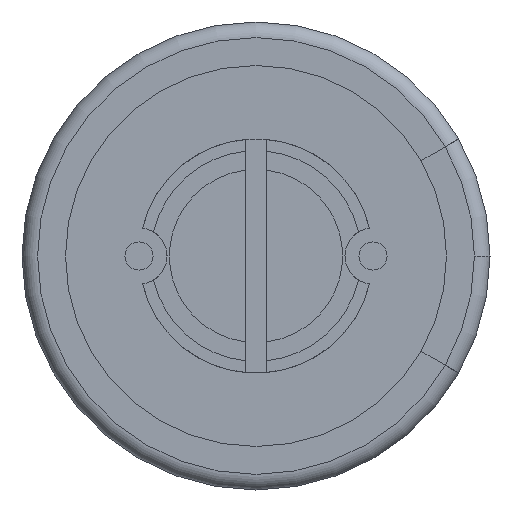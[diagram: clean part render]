
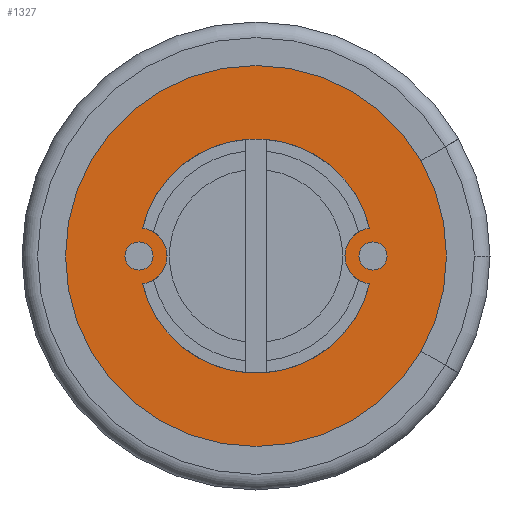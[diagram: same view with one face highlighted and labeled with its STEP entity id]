
A CAD part, front view. The second image highlights one B-rep face of the part: STEP entity #1327.
In plain terms, the highlighted planar face has unit normal (0, -1, 0).
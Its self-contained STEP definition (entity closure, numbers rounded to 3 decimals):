
#6 = CIRCLE ( 'NONE', #2474, 2.5 ) ;
#133 = DIRECTION ( 'NONE',  ( -1., 0., 0. ) ) ;
#152 = DIRECTION ( 'NONE',  ( 0., -1., 0. ) ) ;
#189 = DIRECTION ( 'NONE',  ( 0., 1., 0. ) ) ;
#214 = EDGE_CURVE ( 'NONE', #1467, #337, #1709, .T. ) ;
#241 = DIRECTION ( 'NONE',  ( 0., -1., 0. ) ) ;
#263 = VERTEX_POINT ( 'NONE', #1040 ) ;
#337 = VERTEX_POINT ( 'NONE', #2707 ) ;
#357 = CIRCLE ( 'NONE', #2790, 4.07 ) ;
#410 = AXIS2_PLACEMENT_3D ( 'NONE', #605, #189, #1734 ) ;
#425 = AXIS2_PLACEMENT_3D ( 'NONE', #2563, #152, #133 ) ;
#465 = EDGE_CURVE ( 'NONE', #509, #1526, #1693, .T. ) ;
#509 = VERTEX_POINT ( 'NONE', #1916 ) ;
#527 = CARTESIAN_POINT ( 'NONE',  ( 2.428, 0.95, 0.596 ) ) ;
#533 = DIRECTION ( 'NONE',  ( 1., 0., 0. ) ) ;
#536 = DIRECTION ( 'NONE',  ( -1., 0., 0. ) ) ;
#539 = DIRECTION ( 'NONE',  ( 0., -1., 0. ) ) ;
#545 = AXIS2_PLACEMENT_3D ( 'NONE', #884, #1530, #2656 ) ;
#562 = DIRECTION ( 'NONE',  ( -1., 0., 0. ) ) ;
#565 = AXIS2_PLACEMENT_3D ( 'NONE', #1129, #901, #1143 ) ;
#589 = ORIENTED_EDGE ( 'NONE', *, *, #1353, .T. ) ;
#605 = CARTESIAN_POINT ( 'NONE',  ( 0., 0.95, 0. ) ) ;
#643 = CIRCLE ( 'NONE', #1976, 0.6 ) ;
#697 = FACE_OUTER_BOUND ( 'NONE', #1374, .T. ) ;
#884 = CARTESIAN_POINT ( 'NONE',  ( 2.5, 0.95, 0. ) ) ;
#901 = DIRECTION ( 'NONE',  ( 0., -1., 0. ) ) ;
#975 = CARTESIAN_POINT ( 'NONE',  ( 0., 0.95, 0. ) ) ;
#1015 = CARTESIAN_POINT ( 'NONE',  ( 0., 0.95, 0. ) ) ;
#1040 = CARTESIAN_POINT ( 'NONE',  ( 3.525, 0.95, 2.035 ) ) ;
#1073 = CIRCLE ( 'NONE', #565, 4.07 ) ;
#1118 = CARTESIAN_POINT ( 'NONE',  ( -2.428, 0.95, -0.596 ) ) ;
#1129 = CARTESIAN_POINT ( 'NONE',  ( 0., 0.95, 0. ) ) ;
#1143 = DIRECTION ( 'NONE',  ( 1., 0., 0. ) ) ;
#1251 = FACE_BOUND ( 'NONE', #2183, .T. ) ;
#1289 = AXIS2_PLACEMENT_3D ( 'NONE', #975, #2296, #533 ) ;
#1292 = PLANE ( 'NONE',  #410 ) ;
#1327 = ADVANCED_FACE ( 'NONE', ( #1251, #697 ), #1292, .F. ) ;
#1353 = EDGE_CURVE ( 'NONE', #1990, #2167, #1073, .T. ) ;
#1374 = EDGE_LOOP ( 'NONE', ( #2136, #589, #2767 ) ) ;
#1467 = VERTEX_POINT ( 'NONE', #1118 ) ;
#1526 = VERTEX_POINT ( 'NONE', #2432 ) ;
#1530 = DIRECTION ( 'NONE',  ( 0., -1., 0. ) ) ;
#1531 = EDGE_CURVE ( 'NONE', #1889, #337, #2294, .T. ) ;
#1603 = AXIS2_PLACEMENT_3D ( 'NONE', #1015, #539, #562 ) ;
#1693 = CIRCLE ( 'NONE', #1603, 2.5 ) ;
#1709 = CIRCLE ( 'NONE', #425, 2.5 ) ;
#1733 = CARTESIAN_POINT ( 'NONE',  ( 4.07, 0.95, 0. ) ) ;
#1734 = DIRECTION ( 'NONE',  ( -1., 0., 0. ) ) ;
#1835 = EDGE_CURVE ( 'NONE', #2167, #263, #2063, .T. ) ;
#1842 = DIRECTION ( 'NONE',  ( 1., 0., 0. ) ) ;
#1889 = VERTEX_POINT ( 'NONE', #527 ) ;
#1907 = CARTESIAN_POINT ( 'NONE',  ( -2.5, 0.95, 0. ) ) ;
#1916 = CARTESIAN_POINT ( 'NONE',  ( 0., 0.95, 2.5 ) ) ;
#1967 = ORIENTED_EDGE ( 'NONE', *, *, #465, .F. ) ;
#1976 = AXIS2_PLACEMENT_3D ( 'NONE', #1907, #2094, #536 ) ;
#1990 = VERTEX_POINT ( 'NONE', #2581 ) ;
#2063 = CIRCLE ( 'NONE', #1289, 4.07 ) ;
#2094 = DIRECTION ( 'NONE',  ( 0., 1., 0. ) ) ;
#2136 = ORIENTED_EDGE ( 'NONE', *, *, #2343, .T. ) ;
#2167 = VERTEX_POINT ( 'NONE', #1733 ) ;
#2183 = EDGE_LOOP ( 'NONE', ( #2734, #1967, #2224, #2387, #2706 ) ) ;
#2224 = ORIENTED_EDGE ( 'NONE', *, *, #2828, .F. ) ;
#2294 = CIRCLE ( 'NONE', #545, 0.6 ) ;
#2296 = DIRECTION ( 'NONE',  ( 0., -1., 0. ) ) ;
#2343 = EDGE_CURVE ( 'NONE', #263, #1990, #357, .T. ) ;
#2387 = ORIENTED_EDGE ( 'NONE', *, *, #1531, .T. ) ;
#2432 = CARTESIAN_POINT ( 'NONE',  ( -2.428, 0.95, 0.596 ) ) ;
#2464 = DIRECTION ( 'NONE',  ( -1., 0., 0. ) ) ;
#2474 = AXIS2_PLACEMENT_3D ( 'NONE', #2859, #2684, #2464 ) ;
#2528 = CARTESIAN_POINT ( 'NONE',  ( 0., 0.95, 0. ) ) ;
#2563 = CARTESIAN_POINT ( 'NONE',  ( 0., 0.95, 0. ) ) ;
#2581 = CARTESIAN_POINT ( 'NONE',  ( 3.525, 0.95, -2.035 ) ) ;
#2640 = EDGE_CURVE ( 'NONE', #1526, #1467, #643, .T. ) ;
#2656 = DIRECTION ( 'NONE',  ( -1., 0., 0. ) ) ;
#2684 = DIRECTION ( 'NONE',  ( 0., -1., 0. ) ) ;
#2706 = ORIENTED_EDGE ( 'NONE', *, *, #214, .F. ) ;
#2707 = CARTESIAN_POINT ( 'NONE',  ( 2.428, 0.95, -0.596 ) ) ;
#2734 = ORIENTED_EDGE ( 'NONE', *, *, #2640, .F. ) ;
#2767 = ORIENTED_EDGE ( 'NONE', *, *, #1835, .T. ) ;
#2790 = AXIS2_PLACEMENT_3D ( 'NONE', #2528, #241, #1842 ) ;
#2828 = EDGE_CURVE ( 'NONE', #1889, #509, #6, .T. ) ;
#2859 = CARTESIAN_POINT ( 'NONE',  ( 0., 0.95, 0. ) ) ;
